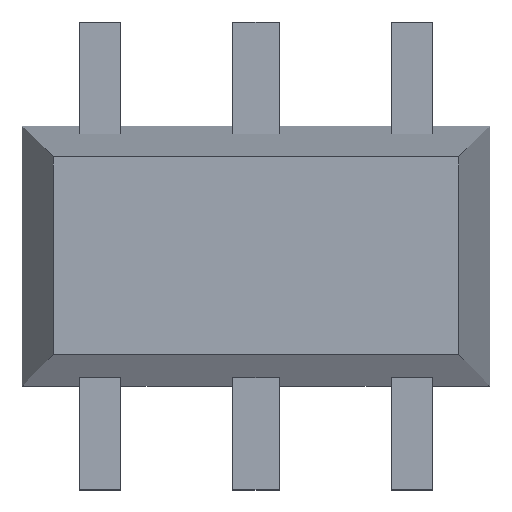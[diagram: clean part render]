
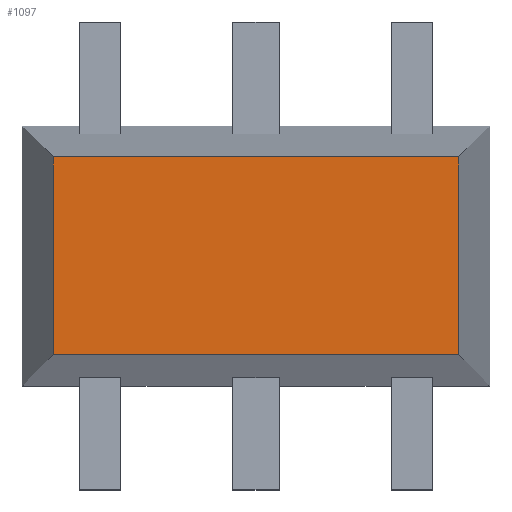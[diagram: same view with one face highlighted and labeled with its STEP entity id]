
A CAD part, top view. The second image highlights one B-rep face of the part: STEP entity #1097.
In plain terms, the highlighted planar face has unit normal (0, 0, 1).
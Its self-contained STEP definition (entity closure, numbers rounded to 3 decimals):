
#44 = B_SPLINE_SURFACE_WITH_KNOTS('',1,1,(
    (#45,#46)
    ,(#47,#48)),.UNSPECIFIED.,.F.,.F.,.F.,(2,2),(2,2),(0.,2.5),(0.,1.),
  .PIECEWISE_BEZIER_KNOTS.);
#45 = CARTESIAN_POINT('',(-2.25,-1.25,0.));
#46 = CARTESIAN_POINT('',(-1.95,-0.95,1.5));
#47 = CARTESIAN_POINT('',(-2.25,1.25,0.));
#48 = CARTESIAN_POINT('',(-1.95,0.95,1.5));
#72 = B_SPLINE_SURFACE_WITH_KNOTS('',1,1,(
    (#73,#74)
    ,(#75,#76)),.UNSPECIFIED.,.F.,.F.,.F.,(2,2),(2,2),(0.,4.5),(0.,1.),
  .PIECEWISE_BEZIER_KNOTS.);
#73 = CARTESIAN_POINT('',(-2.25,1.25,0.));
#74 = CARTESIAN_POINT('',(-1.95,0.95,1.5));
#75 = CARTESIAN_POINT('',(2.25,1.25,0.));
#76 = CARTESIAN_POINT('',(1.95,0.95,1.5));
#126 = B_SPLINE_SURFACE_WITH_KNOTS('',1,1,(
    (#127,#128)
    ,(#129,#130
  )),.UNSPECIFIED.,.F.,.F.,.F.,(2,2),(2,2),(0.,4.5),(0.,1.),
  .PIECEWISE_BEZIER_KNOTS.);
#127 = CARTESIAN_POINT('',(2.25,-1.25,0.));
#128 = CARTESIAN_POINT('',(1.95,-0.95,1.5));
#129 = CARTESIAN_POINT('',(-2.25,-1.25,0.));
#130 = CARTESIAN_POINT('',(-1.95,-0.95,1.5));
#143 = VERTEX_POINT('',#144);
#144 = CARTESIAN_POINT('',(-1.95,0.95,1.5));
#164 = EDGE_CURVE('',#165,#143,#167,.T.);
#165 = VERTEX_POINT('',#166);
#166 = CARTESIAN_POINT('',(-1.95,-0.95,1.5));
#167 = SURFACE_CURVE('',#168,(#172,#178),.PCURVE_S1.);
#168 = LINE('',#169,#170);
#169 = CARTESIAN_POINT('',(-1.95,-0.95,1.5));
#170 = VECTOR('',#171,1.);
#171 = DIRECTION('',(0.,1.,0.));
#172 = PCURVE('',#44,#173);
#173 = DEFINITIONAL_REPRESENTATION('',(#174),#177);
#174 = B_SPLINE_CURVE_WITH_KNOTS('',1,(#175,#176),.UNSPECIFIED.,.F.,.F.,
  (2,2),(0.,1.9),.PIECEWISE_BEZIER_KNOTS.);
#175 = CARTESIAN_POINT('',(0.,1.));
#176 = CARTESIAN_POINT('',(2.5,1.));
#177 = ( GEOMETRIC_REPRESENTATION_CONTEXT(2) 
PARAMETRIC_REPRESENTATION_CONTEXT() REPRESENTATION_CONTEXT('2D SPACE',''
  ) );
#178 = PCURVE('',#179,#184);
#179 = PLANE('',#180);
#180 = AXIS2_PLACEMENT_3D('',#181,#182,#183);
#181 = CARTESIAN_POINT('',(0.,0.,1.5));
#182 = DIRECTION('',(0.,0.,-1.));
#183 = DIRECTION('',(0.,-1.,0.));
#184 = DEFINITIONAL_REPRESENTATION('',(#185),#189);
#185 = LINE('',#186,#187);
#186 = CARTESIAN_POINT('',(0.95,1.95));
#187 = VECTOR('',#188,1.);
#188 = DIRECTION('',(-1.,0.));
#189 = ( GEOMETRIC_REPRESENTATION_CONTEXT(2) 
PARAMETRIC_REPRESENTATION_CONTEXT() REPRESENTATION_CONTEXT('2D SPACE',''
  ) );
#217 = VERTEX_POINT('',#218);
#218 = CARTESIAN_POINT('',(1.95,-0.95,1.5));
#231 = B_SPLINE_SURFACE_WITH_KNOTS('',1,1,(
    (#232,#233)
    ,(#234,#235
  )),.UNSPECIFIED.,.F.,.F.,.F.,(2,2),(2,2),(0.,2.5),(0.,1.),
  .PIECEWISE_BEZIER_KNOTS.);
#232 = CARTESIAN_POINT('',(2.25,1.25,0.));
#233 = CARTESIAN_POINT('',(1.95,0.95,1.5));
#234 = CARTESIAN_POINT('',(2.25,-1.25,0.));
#235 = CARTESIAN_POINT('',(1.95,-0.95,1.5));
#606 = EDGE_CURVE('',#217,#165,#607,.T.);
#607 = SURFACE_CURVE('',#608,(#612,#618),.PCURVE_S1.);
#608 = LINE('',#609,#610);
#609 = CARTESIAN_POINT('',(1.95,-0.95,1.5));
#610 = VECTOR('',#611,1.);
#611 = DIRECTION('',(-1.,0.,0.));
#612 = PCURVE('',#126,#613);
#613 = DEFINITIONAL_REPRESENTATION('',(#614),#617);
#614 = B_SPLINE_CURVE_WITH_KNOTS('',1,(#615,#616),.UNSPECIFIED.,.F.,.F.,
  (2,2),(0.,3.9),.PIECEWISE_BEZIER_KNOTS.);
#615 = CARTESIAN_POINT('',(0.,1.));
#616 = CARTESIAN_POINT('',(4.5,1.));
#617 = ( GEOMETRIC_REPRESENTATION_CONTEXT(2) 
PARAMETRIC_REPRESENTATION_CONTEXT() REPRESENTATION_CONTEXT('2D SPACE',''
  ) );
#618 = PCURVE('',#179,#619);
#619 = DEFINITIONAL_REPRESENTATION('',(#620),#624);
#620 = LINE('',#621,#622);
#621 = CARTESIAN_POINT('',(0.95,-1.95));
#622 = VECTOR('',#623,1.);
#623 = DIRECTION('',(0.,1.));
#624 = ( GEOMETRIC_REPRESENTATION_CONTEXT(2) 
PARAMETRIC_REPRESENTATION_CONTEXT() REPRESENTATION_CONTEXT('2D SPACE',''
  ) );
#1057 = VERTEX_POINT('',#1058);
#1058 = CARTESIAN_POINT('',(1.95,0.95,1.5));
#1078 = EDGE_CURVE('',#143,#1057,#1079,.T.);
#1079 = SURFACE_CURVE('',#1080,(#1084,#1090),.PCURVE_S1.);
#1080 = LINE('',#1081,#1082);
#1081 = CARTESIAN_POINT('',(-1.95,0.95,1.5));
#1082 = VECTOR('',#1083,1.);
#1083 = DIRECTION('',(1.,0.,0.));
#1084 = PCURVE('',#72,#1085);
#1085 = DEFINITIONAL_REPRESENTATION('',(#1086),#1089);
#1086 = B_SPLINE_CURVE_WITH_KNOTS('',1,(#1087,#1088),.UNSPECIFIED.,.F.,
  .F.,(2,2),(0.,3.9),.PIECEWISE_BEZIER_KNOTS.);
#1087 = CARTESIAN_POINT('',(0.,1.));
#1088 = CARTESIAN_POINT('',(4.5,1.));
#1089 = ( GEOMETRIC_REPRESENTATION_CONTEXT(2) 
PARAMETRIC_REPRESENTATION_CONTEXT() REPRESENTATION_CONTEXT('2D SPACE',''
  ) );
#1090 = PCURVE('',#179,#1091);
#1091 = DEFINITIONAL_REPRESENTATION('',(#1092),#1096);
#1092 = LINE('',#1093,#1094);
#1093 = CARTESIAN_POINT('',(-0.95,1.95));
#1094 = VECTOR('',#1095,1.);
#1095 = DIRECTION('',(0.,-1.));
#1096 = ( GEOMETRIC_REPRESENTATION_CONTEXT(2) 
PARAMETRIC_REPRESENTATION_CONTEXT() REPRESENTATION_CONTEXT('2D SPACE',''
  ) );
#1097 = ADVANCED_FACE('',(#1098),#179,.F.);
#1098 = FACE_BOUND('',#1099,.F.);
#1099 = EDGE_LOOP('',(#1100,#1101,#1121,#1122));
#1100 = ORIENTED_EDGE('',*,*,#1078,.T.);
#1101 = ORIENTED_EDGE('',*,*,#1102,.T.);
#1102 = EDGE_CURVE('',#1057,#217,#1103,.T.);
#1103 = SURFACE_CURVE('',#1104,(#1108,#1115),.PCURVE_S1.);
#1104 = LINE('',#1105,#1106);
#1105 = CARTESIAN_POINT('',(1.95,0.95,1.5));
#1106 = VECTOR('',#1107,1.);
#1107 = DIRECTION('',(0.,-1.,0.));
#1108 = PCURVE('',#179,#1109);
#1109 = DEFINITIONAL_REPRESENTATION('',(#1110),#1114);
#1110 = LINE('',#1111,#1112);
#1111 = CARTESIAN_POINT('',(-0.95,-1.95));
#1112 = VECTOR('',#1113,1.);
#1113 = DIRECTION('',(1.,0.));
#1114 = ( GEOMETRIC_REPRESENTATION_CONTEXT(2) 
PARAMETRIC_REPRESENTATION_CONTEXT() REPRESENTATION_CONTEXT('2D SPACE',''
  ) );
#1115 = PCURVE('',#231,#1116);
#1116 = DEFINITIONAL_REPRESENTATION('',(#1117),#1120);
#1117 = B_SPLINE_CURVE_WITH_KNOTS('',1,(#1118,#1119),.UNSPECIFIED.,.F.,
  .F.,(2,2),(0.,1.9),.PIECEWISE_BEZIER_KNOTS.);
#1118 = CARTESIAN_POINT('',(0.,1.));
#1119 = CARTESIAN_POINT('',(2.5,1.));
#1120 = ( GEOMETRIC_REPRESENTATION_CONTEXT(2) 
PARAMETRIC_REPRESENTATION_CONTEXT() REPRESENTATION_CONTEXT('2D SPACE',''
  ) );
#1121 = ORIENTED_EDGE('',*,*,#606,.T.);
#1122 = ORIENTED_EDGE('',*,*,#164,.T.);
